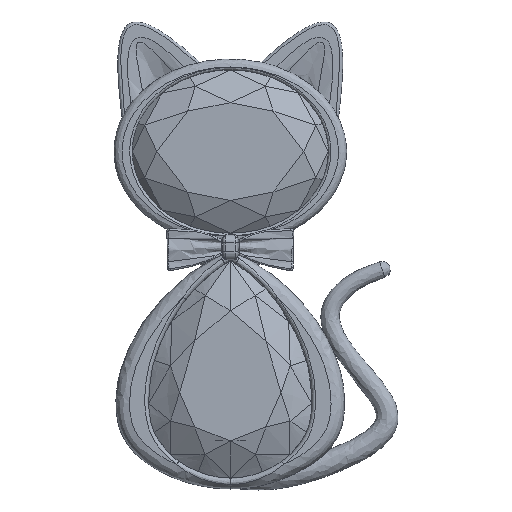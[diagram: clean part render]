
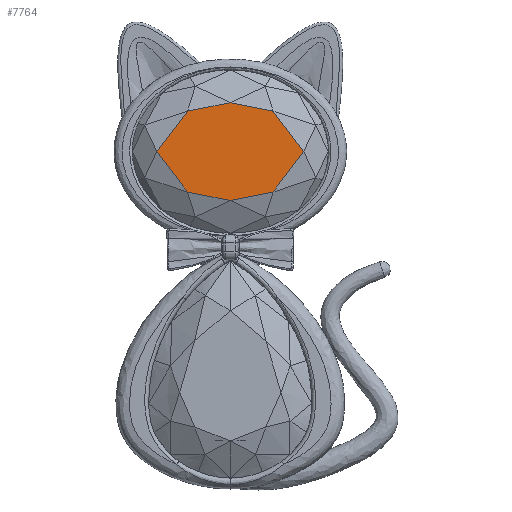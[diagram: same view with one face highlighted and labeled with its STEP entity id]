
A CAD part, top view. The second image highlights one B-rep face of the part: STEP entity #7764.
In plain terms, the highlighted planar face has unit normal (0, 0, 1).
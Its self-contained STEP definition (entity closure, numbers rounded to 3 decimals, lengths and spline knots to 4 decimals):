
#7361 = VERTEX_POINT('',#7362);
#7362 = CARTESIAN_POINT('',(5.1514,-3.3041,
    -0.3751));
#7371 = VERTEX_POINT('',#7372);
#7372 = CARTESIAN_POINT('',(6.2805,-1.8149,
    -0.3751));
#7378 = EDGE_CURVE('',#7361,#7371,#7379,.T.);
#7379 = LINE('',#7380,#7381);
#7380 = CARTESIAN_POINT('',(5.1514,-3.3041,
    -0.3751));
#7381 = VECTOR('',#7382,1.);
#7382 = DIRECTION('',(0.604,0.797,0.)
  );
#7415 = VERTEX_POINT('',#7416);
#7416 = CARTESIAN_POINT('',(3.5805,-3.6149,
    -0.3751));
#7423 = EDGE_CURVE('',#7415,#7361,#7424,.T.);
#7424 = LINE('',#7425,#7426);
#7425 = CARTESIAN_POINT('',(3.5805,-3.6149,
    -0.3751));
#7426 = VECTOR('',#7427,1.);
#7427 = DIRECTION('',(0.981,0.194,0.)
  );
#7438 = VERTEX_POINT('',#7439);
#7439 = CARTESIAN_POINT('',(2.0096,-3.3041,
    -0.3751));
#7451 = EDGE_CURVE('',#7438,#7415,#7452,.T.);
#7452 = LINE('',#7453,#7454);
#7453 = CARTESIAN_POINT('',(2.0096,-3.3041,
    -0.3751));
#7454 = VECTOR('',#7455,1.);
#7455 = DIRECTION('',(0.981,-0.194,0.
    ));
#7466 = VERTEX_POINT('',#7467);
#7467 = CARTESIAN_POINT('',(0.8805,-1.8149,
    -0.3751));
#7481 = EDGE_CURVE('',#7466,#7438,#7482,.T.);
#7482 = LINE('',#7483,#7484);
#7483 = CARTESIAN_POINT('',(0.8805,-1.8149,
    -0.3751));
#7484 = VECTOR('',#7485,1.);
#7485 = DIRECTION('',(0.604,-0.797,0.
    ));
#7496 = VERTEX_POINT('',#7497);
#7497 = CARTESIAN_POINT('',(2.0096,-0.3258,
    -0.3751));
#7509 = EDGE_CURVE('',#7496,#7466,#7510,.T.);
#7510 = LINE('',#7511,#7512);
#7511 = CARTESIAN_POINT('',(2.0096,-0.3258,
    -0.3751));
#7512 = VECTOR('',#7513,1.);
#7513 = DIRECTION('',(-0.604,-0.797,0.
    ));
#7524 = VERTEX_POINT('',#7525);
#7525 = CARTESIAN_POINT('',(3.5805,-0.0149,
    -0.3751));
#7537 = EDGE_CURVE('',#7524,#7496,#7538,.T.);
#7538 = LINE('',#7539,#7540);
#7539 = CARTESIAN_POINT('',(3.5805,-0.0149,
    -0.3751));
#7540 = VECTOR('',#7541,1.);
#7541 = DIRECTION('',(-0.981,-0.194,0.
    ));
#7747 = VERTEX_POINT('',#7748);
#7748 = CARTESIAN_POINT('',(5.1514,-0.3258,
    -0.3751));
#7754 = EDGE_CURVE('',#7371,#7747,#7755,.T.);
#7755 = LINE('',#7756,#7757);
#7756 = CARTESIAN_POINT('',(6.2805,-1.8149,
    -0.3751));
#7757 = VECTOR('',#7758,1.);
#7758 = DIRECTION('',(-0.604,0.797,0.)
  );
#7764 = ADVANCED_FACE('',(#7765),#7780,.T.);
#7765 = FACE_BOUND('',#7766,.T.);
#7766 = EDGE_LOOP('',(#7767,#7773,#7774,#7775,#7776,#7777,#7778,#7779));
#7767 = ORIENTED_EDGE('',*,*,#7768,.T.);
#7768 = EDGE_CURVE('',#7747,#7524,#7769,.T.);
#7769 = LINE('',#7770,#7771);
#7770 = CARTESIAN_POINT('',(5.1514,-0.3258,
    -0.3751));
#7771 = VECTOR('',#7772,1.);
#7772 = DIRECTION('',(-0.981,0.194,0.)
  );
#7773 = ORIENTED_EDGE('',*,*,#7537,.T.);
#7774 = ORIENTED_EDGE('',*,*,#7509,.T.);
#7775 = ORIENTED_EDGE('',*,*,#7481,.T.);
#7776 = ORIENTED_EDGE('',*,*,#7451,.T.);
#7777 = ORIENTED_EDGE('',*,*,#7423,.T.);
#7778 = ORIENTED_EDGE('',*,*,#7378,.T.);
#7779 = ORIENTED_EDGE('',*,*,#7754,.T.);
#7780 = PLANE('',#7781);
#7781 = AXIS2_PLACEMENT_3D('',#7782,#7783,#7784);
#7782 = CARTESIAN_POINT('',(3.5805,-1.8149,
    -0.3751));
#7783 = DIRECTION('',(0.,0.,1.));
#7784 = DIRECTION('',(-1.,0.,0.));
